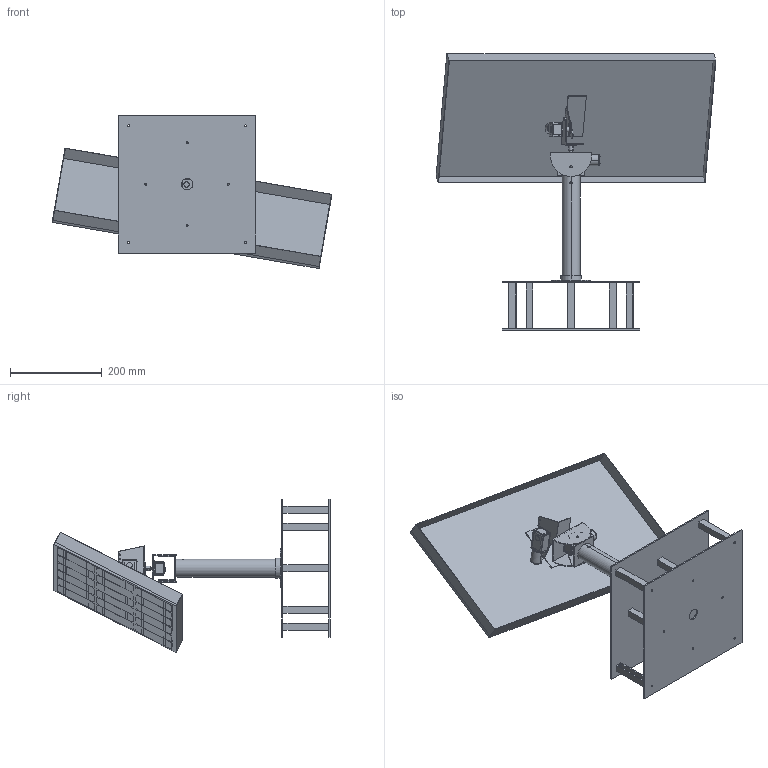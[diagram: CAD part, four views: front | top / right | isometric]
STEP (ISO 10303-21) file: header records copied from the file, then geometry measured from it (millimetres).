
FILE_DESCRIPTION (( 'STEP AP214' ), '1' );
FILE_NAME ('軞蚾.STEP', '2024-05-12T03:19:48', ( '' ), ( '' ), 'SwSTEP 2.0', 'SolidWorks 2021', '' );
FILE_SCHEMA (( 'AUTOMOTIVE_DESIGN' ));
Length unit declared in the file: millimetre
Products named in the file (19): Cover, Chihai CHW-GW4632-370, DC Worm Gear Motor, 6 V, 6 RPM; 菁釱捚親薯啣1; M2 X 6 SS Flat Head Screw, Chihai CHW-GW4632-370, DC Worm Gear Motor, 6 V, 6 RPM_default; DC Motor, Chihai CHW-GW4632-370, DC Worm Gear Motor, 6 V, 6 RPM; DC Motor Body, Chihai CHW-GW4632-370, DC Worm Gear Motor, 6 V, 6 RPM; L蟀諉1; DC Motor Shaft, Chihai CHW-GW4632-370, DC Worm Gear Motor, 6 V, 6 RPM; L蟀諉2; 軞蚾; Solar PV Panel; 蟀諉翐; 萇儂薊粣; 菁釱盓翐2; Chihai CHW-GW4632-370, DC Worm Gear Motor, 6 V, 6 RPM; U蟀諉1; U蟀諉2; 菁釱; Shaft, Chihai CHW-GW4632-370, DC Worm Gear Motor, 6 V, 6 RPM; Gear Body, Chihai CHW-GW4632-370, DC Worm Gear Motor, 6 V, 6 RPM
Assembly tree (31 placements, depth 4):
  軞蚾
    菁釱
    蟀諉翐
    U蟀諉1
    U蟀諉2
    Chihai CHW-GW4632-370, DC Worm Gear Motor, 6 V, 6 RPM  x2
      Cover, Chihai CHW-GW4632-370, DC Worm Gear Motor, 6 V, 6 RPM
      Gear Body, Chihai CHW-GW4632-370, DC Worm Gear Motor, 6 V, 6 RPM
      Shaft, Chihai CHW-GW4632-370, DC Worm Gear Motor, 6 V, 6 RPM
      DC Motor, Chihai CHW-GW4632-370, DC Worm Gear Motor, 6 V, 6 RPM
        DC Motor Body, Chihai CHW-GW4632-370, DC Worm Gear Motor, 6 V, 6 RPM
        DC Motor Shaft, Chihai CHW-GW4632-370, DC Worm Gear Motor, 6 V, 6 RPM
      M2 X 6 SS Flat Head Screw, Chihai CHW-GW4632-370, DC Worm Gear Motor, 6 V, 6 RPM_default
    萇儂薊粣  x2
    L蟀諉1
    L蟀諉2
    Solar PV Panel
    菁釱捚親薯啣1  x2
    菁釱盓翐2  x8
Bounding box: 609.4 x 601.94 x 333.9 mm (x, y, z)
Volume: 1821048.9 mm3; surface area: 1360429.9 mm2
Topology: 133 solids, 133 shells, 1897 faces, 4607 edges, 3012 vertices
Faces by surface type: plane 1308, cylinder 405, cone 156, torus 28
Entity records: 34396 total; most frequent: CARTESIAN_POINT 5958, DIRECTION 5178, ORIENTED_EDGE 5014, EDGE_CURVE 2507, LINE 1966, VECTOR 1966, VERTEX_POINT 1656, AXIS2_PLACEMENT_3D 1606
